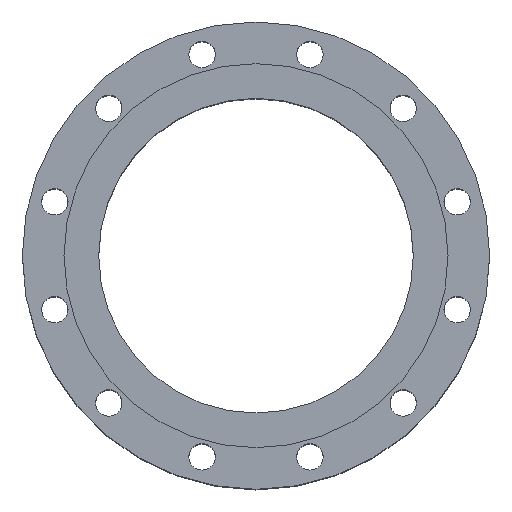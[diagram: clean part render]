
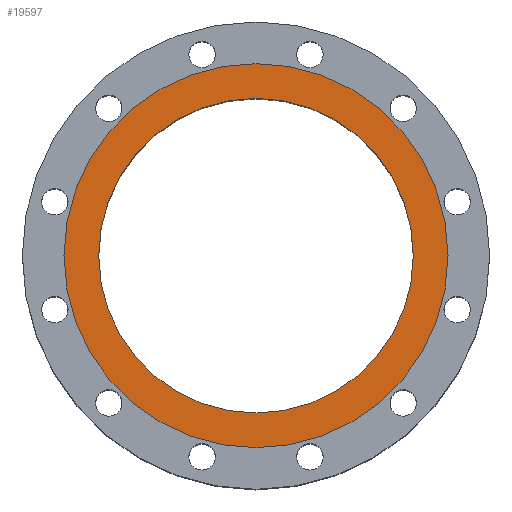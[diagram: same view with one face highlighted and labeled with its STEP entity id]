
A CAD part, top view. The second image highlights one B-rep face of the part: STEP entity #19597.
In plain terms, the highlighted planar face has unit normal (0, 0, 1).
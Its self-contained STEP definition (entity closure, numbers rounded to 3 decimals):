
#79 = CARTESIAN_POINT ( 'NONE',  ( 0., 0., 0. ) ) ;
#1217 = CARTESIAN_POINT ( 'NONE',  ( 0., 0., 0. ) ) ;
#1744 = DIRECTION ( 'NONE',  ( 0., 0., -1. ) ) ;
#1885 = AXIS2_PLACEMENT_3D ( 'NONE', #1217, #29314, #29027 ) ;
#2415 = CARTESIAN_POINT ( 'NONE',  ( -154.85, 0., 0. ) ) ;
#2420 = VERTEX_POINT ( 'NONE', #11240 ) ;
#3139 = CARTESIAN_POINT ( 'NONE',  ( -189., 0., 0. ) ) ;
#3626 = PLANE ( 'NONE',  #8179 ) ;
#4719 = EDGE_LOOP ( 'NONE', ( #8893, #16789 ) ) ;
#5358 = CIRCLE ( 'NONE', #1885, 189. ) ;
#6060 = DIRECTION ( 'NONE',  ( 1., 0., 0. ) ) ;
#6272 = VERTEX_POINT ( 'NONE', #3139 ) ;
#6715 = VERTEX_POINT ( 'NONE', #14222 ) ;
#7712 = ORIENTED_EDGE ( 'NONE', *, *, #26878, .F. ) ;
#8179 = AXIS2_PLACEMENT_3D ( 'NONE', #15353, #1744, #27834 ) ;
#8227 = DIRECTION ( 'NONE',  ( 0., 0., 1. ) ) ;
#8893 = ORIENTED_EDGE ( 'NONE', *, *, #29595, .T. ) ;
#9486 = VERTEX_POINT ( 'NONE', #2415 ) ;
#9658 = DIRECTION ( 'NONE',  ( 0., 0., 1. ) ) ;
#9766 = CIRCLE ( 'NONE', #29953, 189. ) ;
#10000 = ORIENTED_EDGE ( 'NONE', *, *, #14720, .F. ) ;
#10227 = CIRCLE ( 'NONE', #23523, 154.85 ) ;
#11240 = CARTESIAN_POINT ( 'NONE',  ( 154.85, 0., 0. ) ) ;
#11266 = AXIS2_PLACEMENT_3D ( 'NONE', #29352, #8227, #6060 ) ;
#14209 = EDGE_CURVE ( 'NONE', #6272, #6715, #5358, .T. ) ;
#14222 = CARTESIAN_POINT ( 'NONE',  ( 189., 0., 0. ) ) ;
#14720 = EDGE_CURVE ( 'NONE', #2420, #9486, #22610, .T. ) ;
#15353 = CARTESIAN_POINT ( 'NONE',  ( 0., 189., 0. ) ) ;
#15547 = DIRECTION ( 'NONE',  ( 1., 0., 0. ) ) ;
#15665 = EDGE_LOOP ( 'NONE', ( #10000, #7712 ) ) ;
#16789 = ORIENTED_EDGE ( 'NONE', *, *, #14209, .T. ) ;
#18903 = DIRECTION ( 'NONE',  ( 1., 0., 0. ) ) ;
#19597 = ADVANCED_FACE ( 'NONE', ( #29258, #27103 ), #3626, .F. ) ;
#22506 = DIRECTION ( 'NONE',  ( 0., 0., 1. ) ) ;
#22610 = CIRCLE ( 'NONE', #11266, 154.85 ) ;
#23523 = AXIS2_PLACEMENT_3D ( 'NONE', #27001, #22506, #15547 ) ;
#26878 = EDGE_CURVE ( 'NONE', #9486, #2420, #10227, .T. ) ;
#27001 = CARTESIAN_POINT ( 'NONE',  ( 0., 0., 0. ) ) ;
#27103 = FACE_OUTER_BOUND ( 'NONE', #4719, .T. ) ;
#27834 = DIRECTION ( 'NONE',  ( -1., 0., 0. ) ) ;
#29027 = DIRECTION ( 'NONE',  ( 1., 0., 0. ) ) ;
#29258 = FACE_BOUND ( 'NONE', #15665, .T. ) ;
#29314 = DIRECTION ( 'NONE',  ( 0., 0., 1. ) ) ;
#29352 = CARTESIAN_POINT ( 'NONE',  ( 0., 0., 0. ) ) ;
#29595 = EDGE_CURVE ( 'NONE', #6715, #6272, #9766, .T. ) ;
#29953 = AXIS2_PLACEMENT_3D ( 'NONE', #79, #9658, #18903 ) ;
